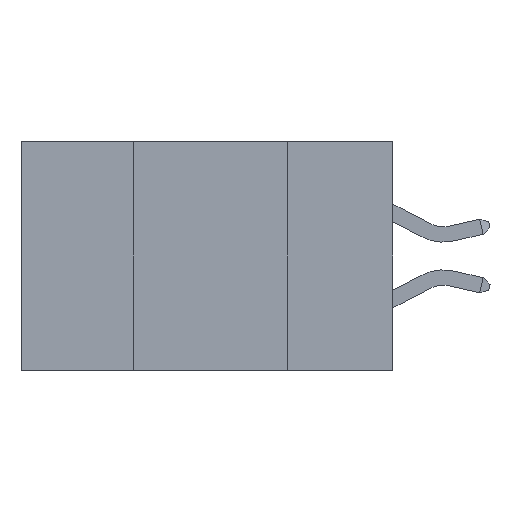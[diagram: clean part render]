
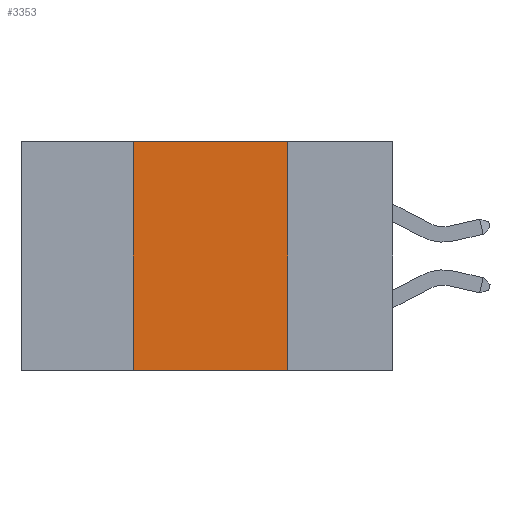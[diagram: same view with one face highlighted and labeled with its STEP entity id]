
A CAD part, left-side view. The second image highlights one B-rep face of the part: STEP entity #3353.
In plain terms, the highlighted planar face has unit normal (-1, 0, 0).
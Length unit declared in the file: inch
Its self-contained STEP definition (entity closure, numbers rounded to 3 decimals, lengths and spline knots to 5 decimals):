
#385 = CARTESIAN_POINT ( 'NONE',  ( 0., 0.42, 0. ) ) ;
#1218 = EDGE_CURVE ( 'NONE', #10142, #10189, #1476, .T. ) ;
#1242 = DIRECTION ( 'NONE',  ( 1., 0., 0. ) ) ;
#1430 = LINE ( 'NONE', #9351, #10328 ) ;
#1476 = LINE ( 'NONE', #9555, #12487 ) ;
#1607 = FACE_OUTER_BOUND ( 'NONE', #2812, .T. ) ;
#1733 = DIRECTION ( 'NONE',  ( 0., -1., 0. ) ) ;
#2076 = VERTEX_POINT ( 'NONE', #7118 ) ;
#2249 = CARTESIAN_POINT ( 'NONE',  ( 0., 0.6, 0. ) ) ;
#2387 = ORIENTED_EDGE ( 'NONE', *, *, #4038, .F. ) ;
#2609 = EDGE_CURVE ( 'NONE', #2076, #4538, #11427, .T. ) ;
#2812 = EDGE_LOOP ( 'NONE', ( #5648, #2387, #3544, #5461 ) ) ;
#3353 = ADVANCED_FACE ( 'NONE', ( #1607 ), #12465, .F. ) ;
#3544 = ORIENTED_EDGE ( 'NONE', *, *, #2609, .F. ) ;
#4038 = EDGE_CURVE ( 'NONE', #4538, #10142, #1430, .T. ) ;
#4538 = VERTEX_POINT ( 'NONE', #11004 ) ;
#5231 = DIRECTION ( 'NONE',  ( 0., 0., -1. ) ) ;
#5461 = ORIENTED_EDGE ( 'NONE', *, *, #10921, .T. ) ;
#5538 = DIRECTION ( 'NONE',  ( 0., -1., 0. ) ) ;
#5648 = ORIENTED_EDGE ( 'NONE', *, *, #1218, .F. ) ;
#6138 = AXIS2_PLACEMENT_3D ( 'NONE', #2249, #1242, #5231 ) ;
#6273 = DIRECTION ( 'NONE',  ( 0., 0., 1. ) ) ;
#6415 = CARTESIAN_POINT ( 'NONE',  ( 0., 0.17, 0. ) ) ;
#6564 = LINE ( 'NONE', #9436, #8194 ) ;
#7118 = CARTESIAN_POINT ( 'NONE',  ( 0., 0.42, -0.37 ) ) ;
#7808 = VECTOR ( 'NONE', #6273, 39.37008 ) ;
#8194 = VECTOR ( 'NONE', #5538, 39.37008 ) ;
#8969 = DIRECTION ( 'NONE',  ( 0., 0., -1. ) ) ;
#9351 = CARTESIAN_POINT ( 'NONE',  ( 0., 0.6, 0. ) ) ;
#9436 = CARTESIAN_POINT ( 'NONE',  ( 0., 0.6, -0.37 ) ) ;
#9555 = CARTESIAN_POINT ( 'NONE',  ( 0., 0.17, 0. ) ) ;
#10142 = VERTEX_POINT ( 'NONE', #6415 ) ;
#10189 = VERTEX_POINT ( 'NONE', #10445 ) ;
#10328 = VECTOR ( 'NONE', #1733, 39.37008 ) ;
#10445 = CARTESIAN_POINT ( 'NONE',  ( 0., 0.17, -0.37 ) ) ;
#10921 = EDGE_CURVE ( 'NONE', #2076, #10189, #6564, .T. ) ;
#11004 = CARTESIAN_POINT ( 'NONE',  ( 0., 0.42, 0. ) ) ;
#11427 = LINE ( 'NONE', #385, #7808 ) ;
#12465 = PLANE ( 'NONE',  #6138 ) ;
#12487 = VECTOR ( 'NONE', #8969, 39.37008 ) ;
